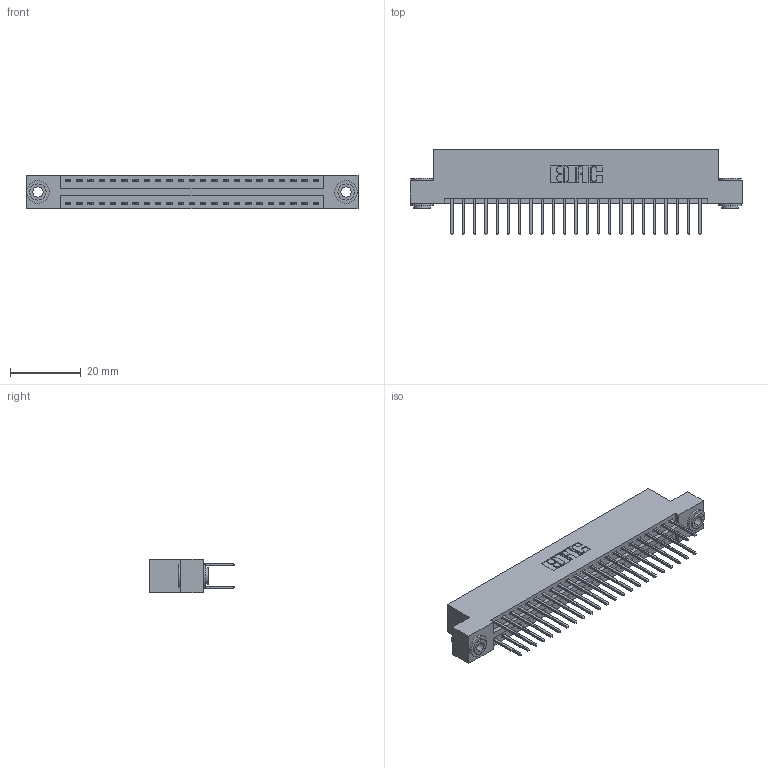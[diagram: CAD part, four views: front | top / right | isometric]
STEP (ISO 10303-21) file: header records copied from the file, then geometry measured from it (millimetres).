
FILE_DESCRIPTION (( 'STEP AP203' ), '1' );
FILE_NAME ('346-046-526-203.STEP', '2022-05-20T19:50:06', ( '' ), ( '' ), 'SwSTEP 2.0', 'SolidWorks 2020', '' );
FILE_SCHEMA (( 'CONFIG_CONTROL_DESIGN' ));
Length unit declared in the file: inch
Products named in the file (4): 346 Part_Flush Mounting Lugs - 0.156 Dia-TH; 346-046-526-203; 345-250-002_345-250-002-102; 345-292-001_345-293-126
Assembly tree (49 placements, depth 2):
  346-046-526-203
    346 Part_Flush Mounting Lugs - 0.156 Dia-TH
    345-292-001_345-293-126  x46
    345-250-002_345-250-002-102  x2
Bounding box: 93.6 x 24.13 x 9.4 mm (x, y, z)
Volume: 9056.2 mm3; surface area: 12736.1 mm2
Topology: 49 solids, 49 shells, 2566 faces, 7571 edges, 4982 vertices
Faces by surface type: plane 1710, cylinder 848, cone 8
Entity records: 18652 total; most frequent: CARTESIAN_POINT 3081, ORIENTED_EDGE 3006, DIRECTION 2797, EDGE_CURVE 1503, LINE 1255, VECTOR 1255, VERTEX_POINT 998, AXIS2_PLACEMENT_3D 771
